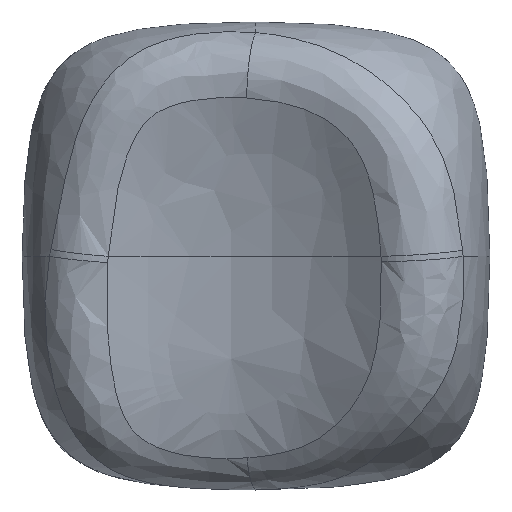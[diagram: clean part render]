
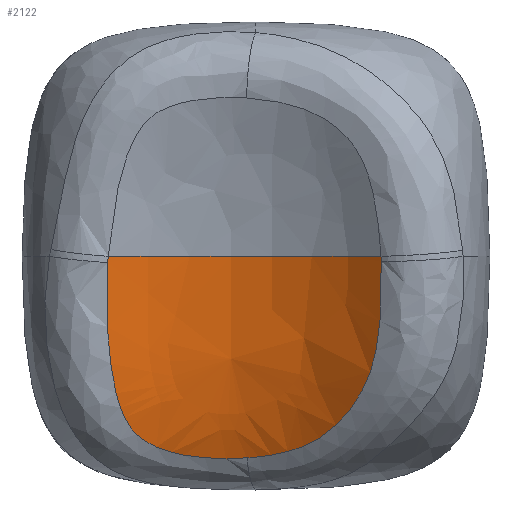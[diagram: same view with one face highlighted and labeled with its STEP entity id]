
A CAD part, top view. The second image highlights one B-rep face of the part: STEP entity #2122.
In plain terms, the highlighted free-form (B-spline) face has degree [3, 3] with [5, 5] control points.
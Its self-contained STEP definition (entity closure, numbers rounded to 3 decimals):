
#321=FACE_OUTER_BOUND('',#457,.T.);
#457=EDGE_LOOP('',(#1889,#1890,#1891,#1892,#1893));
#620=CIRCLE('',#2343,10.);
#712=B_SPLINE_CURVE_WITH_KNOTS('',3,(#6994,#6995,#6996,#6997,#6998,#6999,
#7000,#7001,#7002,#7003,#7004,#7005,#7006,#7007,#7008),.UNSPECIFIED.,.F.,
 .F.,(4,1,1,1,1,1,1,1,1,1,1,1,4),(0.,0.172,
0.345,0.431,0.474,0.517,
0.56,0.603,0.689,0.776,
0.862,1.034,1.206),.UNSPECIFIED.);
#720=B_SPLINE_CURVE_WITH_KNOTS('',3,(#7670,#7671,#7672,#7673,#7674,#7675,
#7676,#7677,#7678,#7679,#7680,#7681,#7682,#7683),.UNSPECIFIED.,.F.,.F.,
(4,1,1,1,1,1,1,1,1,1,1,4),(0.,0.17,0.255,0.34,
0.425,0.468,0.51,0.68,
0.765,0.85,1.02,1.19),
 .UNSPECIFIED.);
#722=B_SPLINE_CURVE_WITH_KNOTS('',3,(#7712,#7713,#7714,#7715),
 .UNSPECIFIED.,.F.,.F.,(4,4),(0.,0.021),
 .UNSPECIFIED.);
#723=B_SPLINE_CURVE_WITH_KNOTS('',3,(#7736,#7737,#7738,#7739),
 .UNSPECIFIED.,.F.,.F.,(4,4),(0.,0.025),
 .UNSPECIFIED.);
#913=VERTEX_POINT('',#6991);
#914=VERTEX_POINT('',#6993);
#916=VERTEX_POINT('',#7468);
#919=VERTEX_POINT('',#7555);
#921=VERTEX_POINT('',#7668);
#1227=EDGE_CURVE('',#913,#914,#712,.T.);
#1244=EDGE_CURVE('',#921,#913,#720,.T.);
#1246=EDGE_CURVE('',#916,#921,#722,.T.);
#1247=EDGE_CURVE('',#914,#919,#723,.T.);
#1248=EDGE_CURVE('',#916,#919,#620,.T.);
#1889=ORIENTED_EDGE('',*,*,#1247,.F.);
#1890=ORIENTED_EDGE('',*,*,#1227,.F.);
#1891=ORIENTED_EDGE('',*,*,#1244,.F.);
#1892=ORIENTED_EDGE('',*,*,#1246,.F.);
#1893=ORIENTED_EDGE('',*,*,#1248,.T.);
#1988=B_SPLINE_SURFACE_WITH_KNOTS('',3,3,((#7740,#7741,#7742,#7743,#7744),
(#7745,#7746,#7747,#7748,#7749),(#7750,#7751,#7752,#7753,#7754),(#7755,
#7756,#7757,#7758,#7759),(#7760,#7761,#7762,#7763,#7764)),.UNSPECIFIED.,
 .F.,.F.,.F.,(4,1,4),(4,1,4),(-1.953,-1.466,-0.816),
(0.,0.152,0.354),.UNSPECIFIED.);
#2122=ADVANCED_FACE('',(#321),#1988,.F.);
#2343=AXIS2_PLACEMENT_3D('',#7765,#2813,#2814);
#2813=DIRECTION('center_axis',(0.,1.,0.));
#2814=DIRECTION('ref_axis',(1.,0.,0.));
#6991=CARTESIAN_POINT('',(-0.332,-7.736,2.882));
#6993=CARTESIAN_POINT('',(-5.678,-0.239,4.673));
#6994=CARTESIAN_POINT('Ctrl Pts',(-0.332,-7.736,
2.882));
#6995=CARTESIAN_POINT('Ctrl Pts',(-0.803,-7.769,
2.782));
#6996=CARTESIAN_POINT('Ctrl Pts',(-1.761,-7.777,2.678));
#6997=CARTESIAN_POINT('Ctrl Pts',(-2.959,-7.622,2.811));
#6998=CARTESIAN_POINT('Ctrl Pts',(-3.765,-7.355,3.047));
#6999=CARTESIAN_POINT('Ctrl Pts',(-4.202,-7.126,3.222));
#7000=CARTESIAN_POINT('Ctrl Pts',(-4.511,-6.902,3.37));
#7001=CARTESIAN_POINT('Ctrl Pts',(-4.787,-6.612,3.531));
#7002=CARTESIAN_POINT('Ctrl Pts',(-5.09,-6.129,3.745));
#7003=CARTESIAN_POINT('Ctrl Pts',(-5.336,-5.413,3.972));
#7004=CARTESIAN_POINT('Ctrl Pts',(-5.514,-4.528,4.167));
#7005=CARTESIAN_POINT('Ctrl Pts',(-5.663,-3.352,4.361));
#7006=CARTESIAN_POINT('Ctrl Pts',(-5.741,-1.912,4.525));
#7007=CARTESIAN_POINT('Ctrl Pts',(-5.72,-0.791,
4.627));
#7008=CARTESIAN_POINT('Ctrl Pts',(-5.678,-0.239,
4.673));
#7468=CARTESIAN_POINT('',(4.814,0.,6.681));
#7555=CARTESIAN_POINT('',(-5.659,0.,4.693));
#7668=CARTESIAN_POINT('',(4.824,-0.201,6.666));
#7670=CARTESIAN_POINT('Ctrl Pts',(4.824,-0.201,6.666));
#7671=CARTESIAN_POINT('Ctrl Pts',(4.848,-0.749,6.623));
#7672=CARTESIAN_POINT('Ctrl Pts',(4.845,-1.58,6.536));
#7673=CARTESIAN_POINT('Ctrl Pts',(4.764,-2.693,6.357));
#7674=CARTESIAN_POINT('Ctrl Pts',(4.653,-3.522,6.176));
#7675=CARTESIAN_POINT('Ctrl Pts',(4.497,-4.19,5.967));
#7676=CARTESIAN_POINT('Ctrl Pts',(4.318,-4.686,5.757));
#7677=CARTESIAN_POINT('Ctrl Pts',(4.,-5.383,5.407));
#7678=CARTESIAN_POINT('Ctrl Pts',(3.517,-6.08,4.933));
#7679=CARTESIAN_POINT('Ctrl Pts',(2.852,-6.721,4.381));
#7680=CARTESIAN_POINT('Ctrl Pts',(2.105,-7.225,3.842));
#7681=CARTESIAN_POINT('Ctrl Pts',(1.046,-7.584,3.27));
#7682=CARTESIAN_POINT('Ctrl Pts',(0.133,-7.704,2.981));
#7683=CARTESIAN_POINT('Ctrl Pts',(-0.332,-7.736,
2.882));
#7712=CARTESIAN_POINT('Ctrl Pts',(4.814,0.,
6.681));
#7713=CARTESIAN_POINT('Ctrl Pts',(4.817,-0.067,
6.676));
#7714=CARTESIAN_POINT('Ctrl Pts',(4.821,-0.134,6.671));
#7715=CARTESIAN_POINT('Ctrl Pts',(4.824,-0.201,6.666));
#7736=CARTESIAN_POINT('Ctrl Pts',(-5.678,-0.239,
4.673));
#7737=CARTESIAN_POINT('Ctrl Pts',(-5.672,-0.159,
4.68));
#7738=CARTESIAN_POINT('Ctrl Pts',(-5.666,-0.079,
4.687));
#7739=CARTESIAN_POINT('Ctrl Pts',(-5.659,0.,
4.693));
#7740=CARTESIAN_POINT('Ctrl Pts',(-5.732,0.,
4.723));
#7741=CARTESIAN_POINT('Ctrl Pts',(-5.732,-1.42,4.555));
#7742=CARTESIAN_POINT('Ctrl Pts',(-5.732,-4.505,4.331));
#7743=CARTESIAN_POINT('Ctrl Pts',(-5.732,-6.869,3.881));
#7744=CARTESIAN_POINT('Ctrl Pts',(-5.732,-7.96,3.415));
#7745=CARTESIAN_POINT('Ctrl Pts',(-4.225,0.,
4.116));
#7746=CARTESIAN_POINT('Ctrl Pts',(-4.225,-1.437,3.948));
#7747=CARTESIAN_POINT('Ctrl Pts',(-4.225,-4.53,3.725));
#7748=CARTESIAN_POINT('Ctrl Pts',(-4.225,-6.789,3.272));
#7749=CARTESIAN_POINT('Ctrl Pts',(-4.225,-7.788,2.833));
#7750=CARTESIAN_POINT('Ctrl Pts',(-0.353,0.,
3.57));
#7751=CARTESIAN_POINT('Ctrl Pts',(-0.353,-1.452,3.402));
#7752=CARTESIAN_POINT('Ctrl Pts',(-0.353,-4.551,3.18));
#7753=CARTESIAN_POINT('Ctrl Pts',(-0.353,-6.715,2.725));
#7754=CARTESIAN_POINT('Ctrl Pts',(-0.353,-7.634,2.31));
#7755=CARTESIAN_POINT('Ctrl Pts',(3.276,0.,
5.233));
#7756=CARTESIAN_POINT('Ctrl Pts',(3.276,-1.406,5.065));
#7757=CARTESIAN_POINT('Ctrl Pts',(3.276,-4.485,4.841));
#7758=CARTESIAN_POINT('Ctrl Pts',(3.276,-6.939,4.392));
#7759=CARTESIAN_POINT('Ctrl Pts',(3.276,-8.104,3.905));
#7760=CARTESIAN_POINT('Ctrl Pts',(4.854,0.,
6.718));
#7761=CARTESIAN_POINT('Ctrl Pts',(4.854,-1.365,6.55));
#7762=CARTESIAN_POINT('Ctrl Pts',(4.854,-4.425,6.324));
#7763=CARTESIAN_POINT('Ctrl Pts',(4.854,-7.135,5.883));
#7764=CARTESIAN_POINT('Ctrl Pts',(4.854,-8.523,5.33));
#7765=CARTESIAN_POINT('Origin',(-2.,0.,14.));
